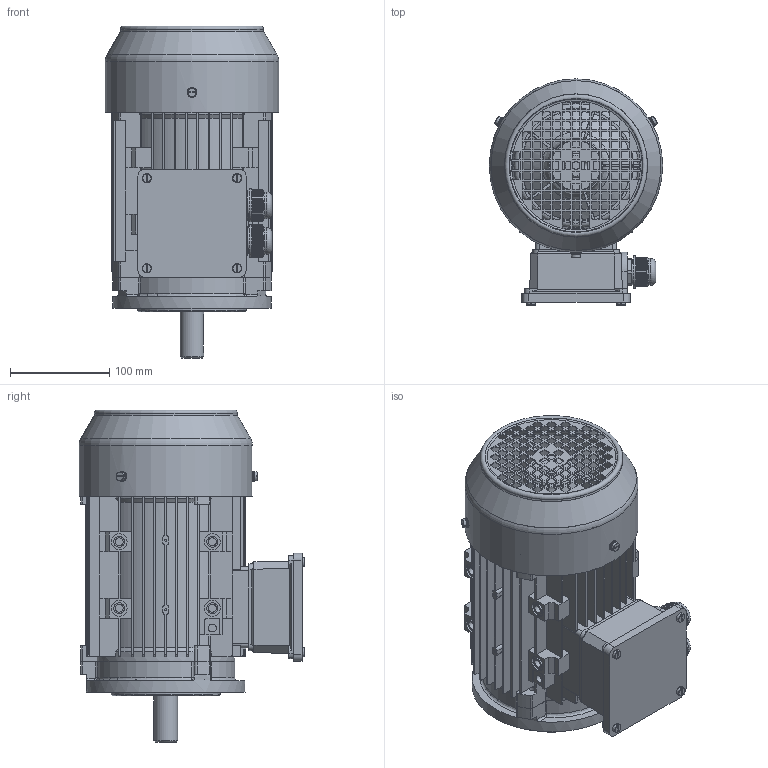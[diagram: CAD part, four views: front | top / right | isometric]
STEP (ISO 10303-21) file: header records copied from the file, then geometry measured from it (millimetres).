
FILE_DESCRIPTION(/* description */ (''),/* implementation_level */ '2;1');
FILE_NAME(/* name */ 'JL-90L-B14B.stp',/* time_stamp */ '2018-12-30T14:29:47+08:00',/* author */ (''),/* organization */ (''),/* preprocessor_version */ 'ST-DEVELOPER v16.7',/* originating_system */ 'SIEMENS PLM Software NX 12.0',/* authorisation */ '');
FILE_SCHEMA (('AP203_CONFIGURATION_CONTROLLED_3D_DESIGN_OF_MECHANICAL_PARTS_AND_ASSEMBLIES_MIM_LF { 1 0 10303 403 2 1 2}'));
Length unit declared in the file: millimetre
Products named in the file (1): JL-90L-B14B
Bounding box: 175 x 228 x 335 mm (x, y, z)
Volume: 1337298 mm3; surface area: 847174.9 mm2
Topology: 41 solids, 41 shells, 3986 faces, 11246 edges, 7463 vertices
Faces by surface type: plane 2442, cylinder 1181, torus 164, cone 162, bspline 31, sphere 6
Full cylindrical faces by diameter (mm): 2 x4, 4 x13, 4.48 x8, 4.8 x4, 5 x20, 5.3 x4, 5.35 x3, 5.8 x14, 6 x12, 7 x9, 8 x19, 8.4 x1, 10 x7, 11 x15, 12 x4, 16 x12, 17.188 x2, 20.312 x4, 23 x1, 23.2 x1, 23.438 x10, 24 x3, 24.2 x2, 24.219 x12, 25 x30, 25.781 x12, 26.562 x12, 26.953 x2, 30 x1, 32 x1
Entity records: 140325 total; most frequent: CARTESIAN_POINT 41231, ORIENTED_EDGE 21126, DIRECTION 19221, EDGE_CURVE 10563, VERTEX_POINT 7177, AXIS2_PLACEMENT_3D 6548, LINE 6125, VECTOR 6125
